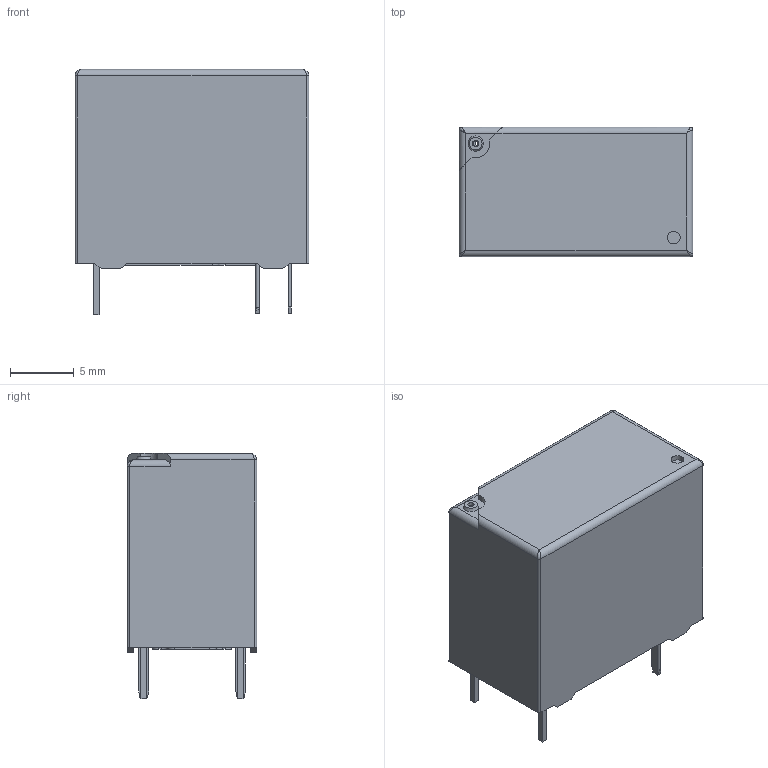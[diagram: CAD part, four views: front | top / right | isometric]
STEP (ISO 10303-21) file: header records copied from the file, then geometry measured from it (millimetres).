
FILE_DESCRIPTION(/* description */ (''),/* implementation_level */ '2;1');
FILE_NAME(/* name */ '32F H.stp',/* time_stamp */ '2020-02-29T09:38:23+08:00',/* author */ (''),/* organization */ (''),/* preprocessor_version */ 'ST-DEVELOPER v15',/* originating_system */ 'SIEMENS PLM Software NX 8.5',/* authorisation */ '');
FILE_SCHEMA (('CONFIG_CONTROL_DESIGN'));
Length unit declared in the file: millimetre
Products named in the file (10): fangxian; donghuang; jinghuangpian; zhaoke; xianquanjiabufen; diancibufen; donghuangbufen_asm; jinghuangp_asm; dizuobufen_MODEL; jidianqi
Assembly tree (10 placements, depth 4):
  jidianqi
    dizuobufen_MODEL
      jinghuangp_asm
        jinghuangpian
      donghuangbufen_asm
        donghuang
    diancibufen
      xianquanjiabufen
        fangxian  x2
    zhaoke
Bounding box: 18.4 x 10.2 x 19.3 mm (x, y, z)
Volume: 1048.8 mm3; surface area: 3190.8 mm2
Topology: 8 solids, 8 shells, 363 faces, 995 edges, 640 vertices
Faces by surface type: plane 282, cylinder 67, torus 4, cone 4, bspline 4, sphere 2
Full cylindrical faces by diameter (mm): 0.5 x2, 1 x2, 1.3 x1, 1.5 x2, 2.8 x1
Entity records: 12366 total; most frequent: CARTESIAN_POINT 2043, ORIENTED_EDGE 1934, DIRECTION 1850, EDGE_CURVE 967, LINE 824, VECTOR 824, VERTEX_POINT 634, AXIS2_PLACEMENT_3D 513
